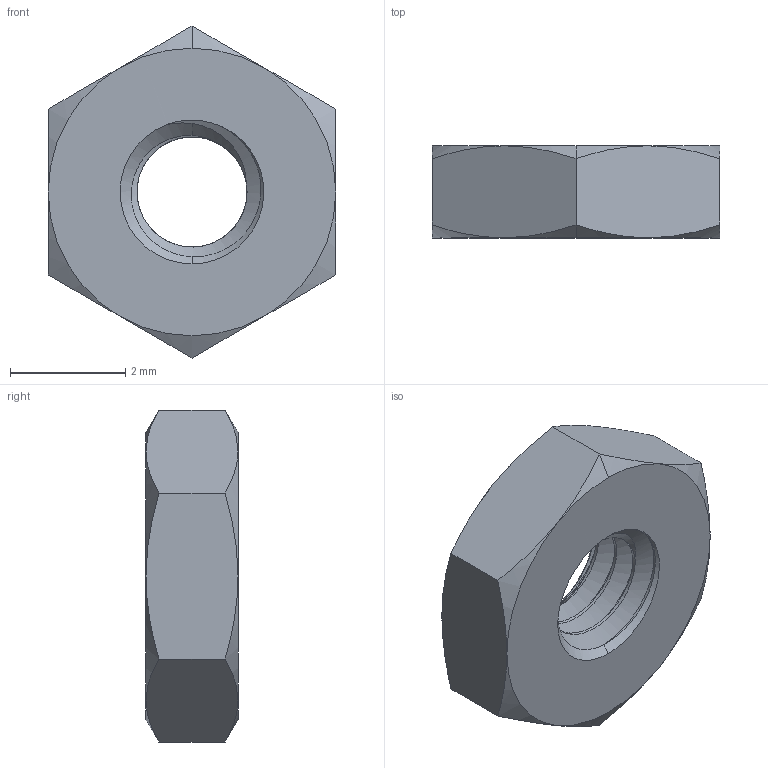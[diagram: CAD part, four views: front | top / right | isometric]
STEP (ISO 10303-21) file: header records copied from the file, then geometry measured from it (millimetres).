
FILE_DESCRIPTION (( 'STEP AP203' ), '1' );
FILE_NAME ('96315A112_METRIC 18-8 STAINLESS STEEL THIN HEX NUTS.STEP', '2020-12-28T19:50:35', ( 'Administrator' ), ( 'Managed by Terraform' ), 'SwSTEP 2.0', 'SolidWorks 2017', '' );
FILE_SCHEMA (( 'CONFIG_CONTROL_DESIGN' ));
Length unit declared in the file: inch
Products named in the file (1): 96315A112_METRIC 18-8 STAINLESS STEEL THIN HEX NUTS
Bounding box: 5 x 1.6 x 5.77 mm (x, y, z)
Volume: 28 mm3; surface area: 78.2 mm2
Topology: 1 solids, 1 shells, 40 faces, 96 edges, 58 vertices
Faces by surface type: cone 20, cylinder 9, plane 8, bspline 3
Entity records: 1837 total; most frequent: CARTESIAN_POINT 952, ORIENTED_EDGE 192, DIRECTION 138, EDGE_CURVE 96, AXIS2_PLACEMENT_3D 59, VERTEX_POINT 58, EDGE_LOOP 42, FACE_OUTER_BOUND 40
